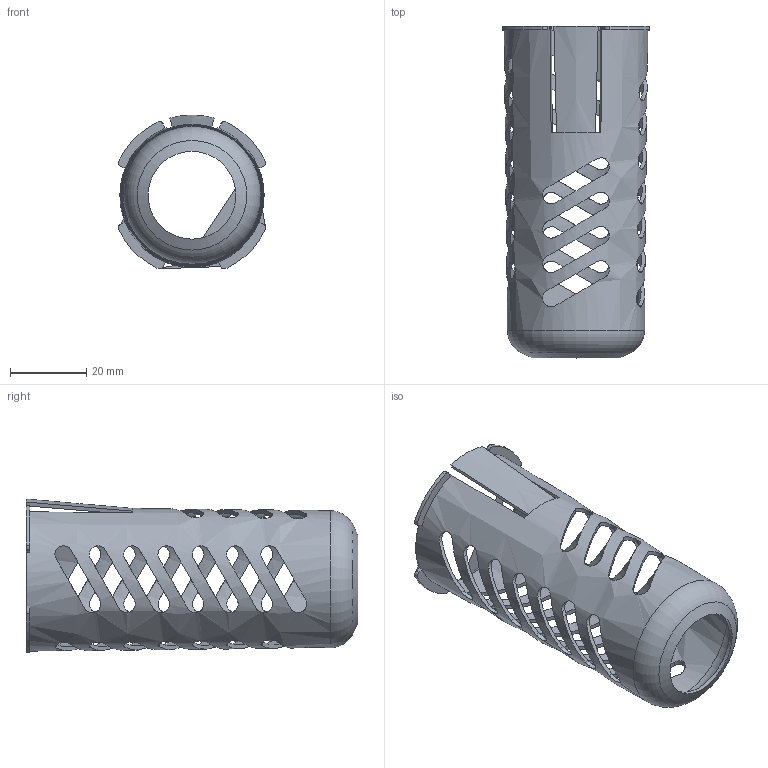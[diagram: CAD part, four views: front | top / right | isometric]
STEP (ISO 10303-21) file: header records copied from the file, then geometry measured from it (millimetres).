
FILE_DESCRIPTION( ( 'STEP AP203' ), ' ' );
FILE_NAME( '9.9911.00.046.stp', '2017-04-10T08:46:31', ( '' ), ( '' ), ' ', 'PARTsolutions', ' ' );
FILE_SCHEMA( ( 'CONFIG_CONTROL_DESIGN' ) );
Length unit declared in the file: millimetre
Products named in the file (1): _9.9911.00.046
Bounding box: 38.66 x 87 x 40.36 mm (x, y, z)
Volume: 7787.8 mm3; surface area: 17076.7 mm2
Topology: 1 solids, 1 shells, 143 faces, 443 edges, 293 vertices
Faces by surface type: plane 71, cylinder 63, cone 4, torus 3, sphere 2
Full cylindrical faces by diameter (mm): 23 x1
Entity records: 7770 total; most frequent: CARTESIAN_POINT 3929, ORIENTED_EDGE 820, DIRECTION 742, EDGE_CURVE 410, AXIS2_PLACEMENT_3D 294, VERTEX_POINT 275, EDGE_LOOP 201, LINE 154
